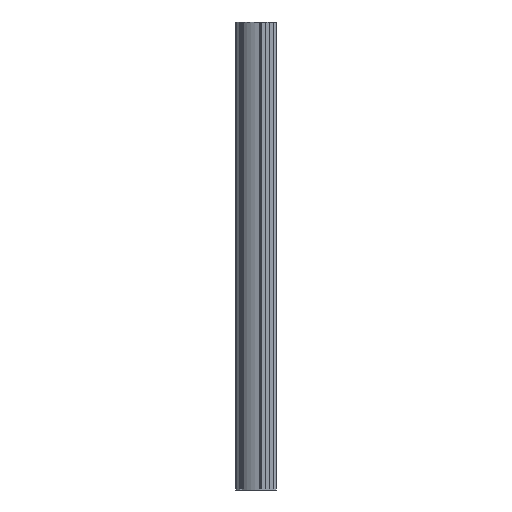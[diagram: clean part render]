
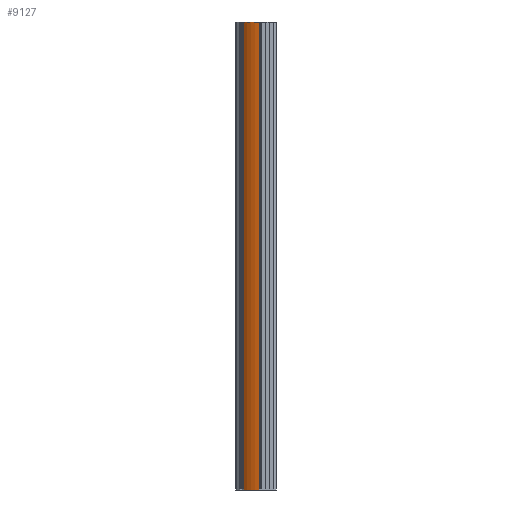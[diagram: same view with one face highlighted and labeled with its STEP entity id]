
A CAD part, left-side view. The second image highlights one B-rep face of the part: STEP entity #9127.
In plain terms, the highlighted cylindrical face has radius 80 mm (diameter 160 mm), a partial arc.
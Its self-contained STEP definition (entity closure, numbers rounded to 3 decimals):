
#416=CARTESIAN_POINT('',(16.797,25.121,0.));
#417=DIRECTION('',(0.,0.,1.));
#418=DIRECTION('',(-0.707,0.707,0.));
#419=AXIS2_PLACEMENT_3D('',#416,#417,#418);
#2078=CARTESIAN_POINT('',(16.797,25.121,-1180.));
#2079=DIRECTION('',(0.,0.,1.));
#2080=DIRECTION('',(-0.707,0.707,0.));
#2081=AXIS2_PLACEMENT_3D('',#2078,#2079,#2080);
#3535=DIRECTION('',(0.,0.,-1.));
#3536=VECTOR('',#3535,1180.);
#3537=CARTESIAN_POINT('',(-61.314,42.404,0.));
#3538=LINE('',#3537,#3536);
#3539=DIRECTION('',(0.,0.,-1.));
#3540=VECTOR('',#3539,1180.);
#3541=CARTESIAN_POINT('',(-39.772,81.689,0.));
#3542=LINE('',#3541,#3540);
#4916=CARTESIAN_POINT('',(-39.772,81.689,0.));
#4918=VERTEX_POINT('',#4916);
#4924=CARTESIAN_POINT('',(-39.772,81.689,-1180.));
#4926=VERTEX_POINT('',#4924);
#5064=CARTESIAN_POINT('',(-61.314,42.404,-1180.));
#5066=VERTEX_POINT('',#5064);
#5067=CARTESIAN_POINT('',(-61.314,42.404,0.));
#5068=VERTEX_POINT('',#5067);
#9115=CARTESIAN_POINT('',(16.797,25.121,0.));
#9116=DIRECTION('',(0.,0.,1.));
#9117=DIRECTION('',(1.,0.,0.));
#9118=AXIS2_PLACEMENT_3D('',#9115,#9116,#9117);
#9119=CYLINDRICAL_SURFACE('',#9118,80.);
#9121=ORIENTED_EDGE('',*,*,#9120,.T.);
#9122=ORIENTED_EDGE('',*,*,#6588,.F.);
#9123=ORIENTED_EDGE('',*,*,#9108,.F.);
#9124=ORIENTED_EDGE('',*,*,#5706,.T.);
#9125=EDGE_LOOP('',(#9121,#9122,#9123,#9124));
#9126=FACE_OUTER_BOUND('',#9125,.F.);
#9127=ADVANCED_FACE('',(#9126),#9119,.T.);
#420=CIRCLE('',#419,80.);
#2082=CIRCLE('',#2081,80.);
#5706=EDGE_CURVE('',#4918,#5068,#420,.T.);
#6588=EDGE_CURVE('',#4926,#5066,#2082,.T.);
#9108=EDGE_CURVE('',#4918,#4926,#3542,.T.);
#9120=EDGE_CURVE('',#5068,#5066,#3538,.T.);
